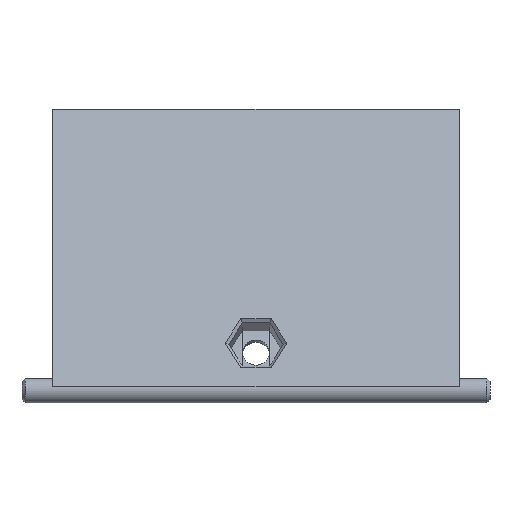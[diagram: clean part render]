
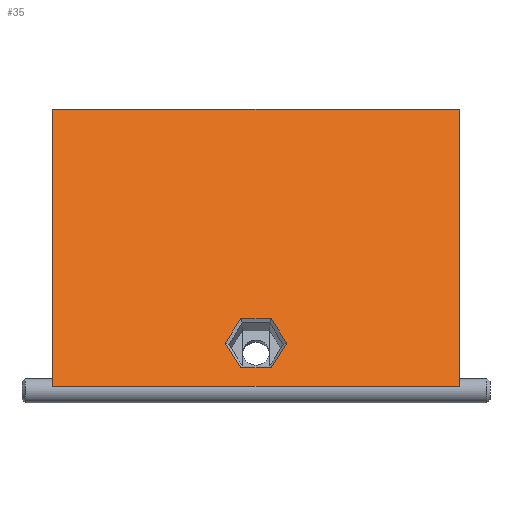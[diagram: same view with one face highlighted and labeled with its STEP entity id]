
A CAD part, top view. The second image highlights one B-rep face of the part: STEP entity #35.
In plain terms, the highlighted planar face has unit normal (0, 0.376, 0.927).
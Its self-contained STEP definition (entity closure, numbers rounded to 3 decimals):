
#35 = ADVANCED_FACE('',(#36,#86),#120,.F.);
#36 = FACE_BOUND('',#37,.F.);
#37 = EDGE_LOOP('',(#38,#48,#56,#64,#72,#80));
#38 = ORIENTED_EDGE('',*,*,#39,.T.);
#39 = EDGE_CURVE('',#40,#42,#44,.T.);
#40 = VERTEX_POINT('',#41);
#41 = CARTESIAN_POINT('',(-5.603,-122.143,
    13.281));
#42 = VERTEX_POINT('',#43);
#43 = CARTESIAN_POINT('',(-7.594,-125.34,14.578
    ));
#44 = LINE('',#45,#46);
#45 = CARTESIAN_POINT('',(-5.718,-122.329,13.356
    ));
#46 = VECTOR('',#47,1.);
#47 = DIRECTION('',(-0.5,-0.802,0.326));
#48 = ORIENTED_EDGE('',*,*,#49,.T.);
#49 = EDGE_CURVE('',#42,#50,#52,.T.);
#50 = VERTEX_POINT('',#51);
#51 = CARTESIAN_POINT('',(-5.603,-128.537,
    15.875));
#52 = LINE('',#53,#54);
#53 = CARTESIAN_POINT('',(-7.479,-125.525,14.653
    ));
#54 = VECTOR('',#55,1.);
#55 = DIRECTION('',(0.5,-0.802,0.326));
#56 = ORIENTED_EDGE('',*,*,#57,.T.);
#57 = EDGE_CURVE('',#50,#58,#60,.T.);
#58 = VERTEX_POINT('',#59);
#59 = CARTESIAN_POINT('',(-1.619,-128.537,
    15.875));
#60 = LINE('',#61,#62);
#61 = CARTESIAN_POINT('',(-5.372,-128.537,
    15.875));
#62 = VECTOR('',#63,1.);
#63 = DIRECTION('',(1.,0.,0.));
#64 = ORIENTED_EDGE('',*,*,#65,.T.);
#65 = EDGE_CURVE('',#58,#66,#68,.T.);
#66 = VERTEX_POINT('',#67);
#67 = CARTESIAN_POINT('',(0.373,-125.34,14.578)
  );
#68 = LINE('',#69,#70);
#69 = CARTESIAN_POINT('',(-1.503,-128.352,
    15.8));
#70 = VECTOR('',#71,1.);
#71 = DIRECTION('',(0.5,0.802,-0.326));
#72 = ORIENTED_EDGE('',*,*,#73,.T.);
#73 = EDGE_CURVE('',#66,#74,#76,.T.);
#74 = VERTEX_POINT('',#75);
#75 = CARTESIAN_POINT('',(-1.619,-122.143,
    13.281));
#76 = LINE('',#77,#78);
#77 = CARTESIAN_POINT('',(0.257,-125.155,14.503
    ));
#78 = VECTOR('',#79,1.);
#79 = DIRECTION('',(-0.5,0.802,-0.326));
#80 = ORIENTED_EDGE('',*,*,#81,.T.);
#81 = EDGE_CURVE('',#74,#40,#82,.T.);
#82 = LINE('',#83,#84);
#83 = CARTESIAN_POINT('',(-1.85,-122.143,
    13.281));
#84 = VECTOR('',#85,1.);
#85 = DIRECTION('',(-1.,0.,0.));
#86 = FACE_BOUND('',#87,.F.);
#87 = EDGE_LOOP('',(#88,#98,#106,#114));
#88 = ORIENTED_EDGE('',*,*,#89,.F.);
#89 = EDGE_CURVE('',#90,#92,#94,.T.);
#90 = VERTEX_POINT('',#91);
#91 = CARTESIAN_POINT('',(22.739,-130.9,
    16.834));
#92 = VERTEX_POINT('',#93);
#93 = CARTESIAN_POINT('',(22.739,-94.942,2.243
    ));
#94 = LINE('',#95,#96);
#95 = CARTESIAN_POINT('',(22.739,-130.9,
    16.834));
#96 = VECTOR('',#97,1.);
#97 = DIRECTION('',(0.,0.927,-0.376));
#98 = ORIENTED_EDGE('',*,*,#99,.T.);
#99 = EDGE_CURVE('',#90,#100,#102,.T.);
#100 = VERTEX_POINT('',#101);
#101 = CARTESIAN_POINT('',(-29.961,-130.9,
    16.834));
#102 = LINE('',#103,#104);
#103 = CARTESIAN_POINT('',(22.739,-130.9,
    16.834));
#104 = VECTOR('',#105,1.);
#105 = DIRECTION('',(-1.,0.,0.));
#106 = ORIENTED_EDGE('',*,*,#107,.F.);
#107 = EDGE_CURVE('',#108,#100,#110,.T.);
#108 = VERTEX_POINT('',#109);
#109 = CARTESIAN_POINT('',(-29.961,-94.942,
    2.243));
#110 = LINE('',#111,#112);
#111 = CARTESIAN_POINT('',(-29.961,-123.635,
    13.886));
#112 = VECTOR('',#113,1.);
#113 = DIRECTION('',(0.,-0.927,0.376));
#114 = ORIENTED_EDGE('',*,*,#115,.F.);
#115 = EDGE_CURVE('',#92,#108,#116,.T.);
#116 = LINE('',#117,#118);
#117 = CARTESIAN_POINT('',(22.739,-94.942,
    2.243));
#118 = VECTOR('',#119,1.);
#119 = DIRECTION('',(-1.,0.,0.));
#120 = PLANE('',#121);
#121 = AXIS2_PLACEMENT_3D('',#122,#123,#124);
#122 = CARTESIAN_POINT('',(22.739,-130.9,
    16.834));
#123 = DIRECTION('',(0.,-0.376,-0.927));
#124 = DIRECTION('',(0.,0.927,-0.376));
